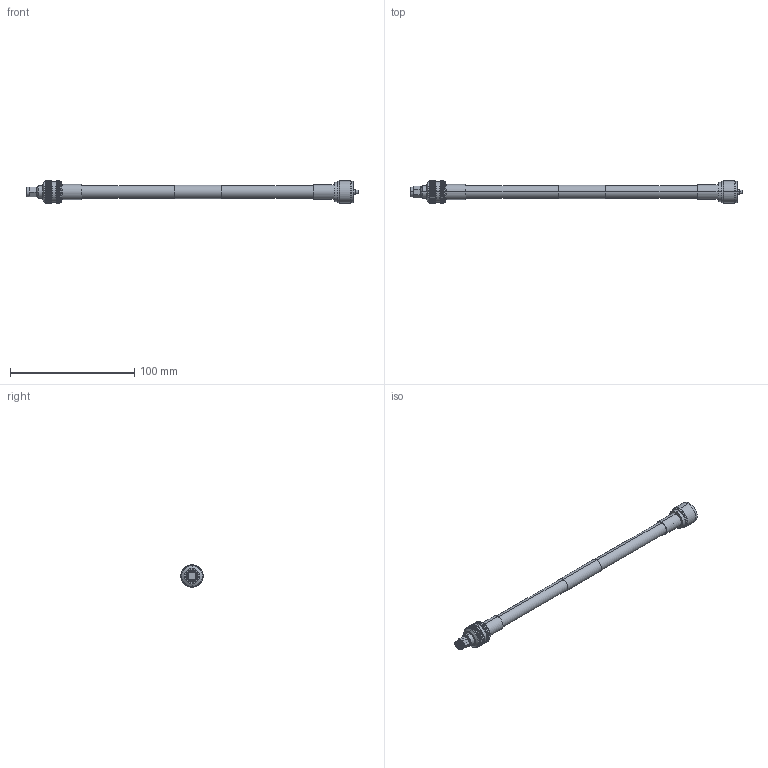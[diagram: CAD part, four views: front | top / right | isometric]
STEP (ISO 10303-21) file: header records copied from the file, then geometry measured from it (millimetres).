
FILE_DESCRIPTION (( 'STEP AP214' ), '1' );
FILE_NAME ('FMCA100256_3D.step', '2025-02-11T17:19:19', ( '' ), ( '' ), 'SwSTEP 2.0', 'SolidWorks 2022', '' );
FILE_SCHEMA (( 'AUTOMOTIVE_DESIGN' ));
Length unit declared in the file: inch
Products named in the file (4): FMCA100256_3D; PE44668^FMCA100256; PE44054^FMCA100256; LMR-400-UF^FMCA100256_WITH LABEL
Assembly tree (3 placements, depth 2):
  FMCA100256_3D
    LMR-400-UF^FMCA100256_WITH LABEL
    PE44668^FMCA100256
    PE44054^FMCA100256
Bounding box: 267.11 x 17.89 x 17.9 mm (x, y, z)
Volume: 25123.8 mm3; surface area: 14329.1 mm2
Topology: 3 solids, 3 shells, 508 faces, 1340 edges, 858 vertices
Faces by surface type: plane 233, cylinder 181, cone 89, bspline 3, torus 2
Entity records: 18270 total; most frequent: CARTESIAN_POINT 6026, ORIENTED_EDGE 2680, DIRECTION 2297, EDGE_CURVE 1340, AXIS2_PLACEMENT_3D 916, VERTEX_POINT 858, EDGE_LOOP 530, ADVANCED_FACE 508
